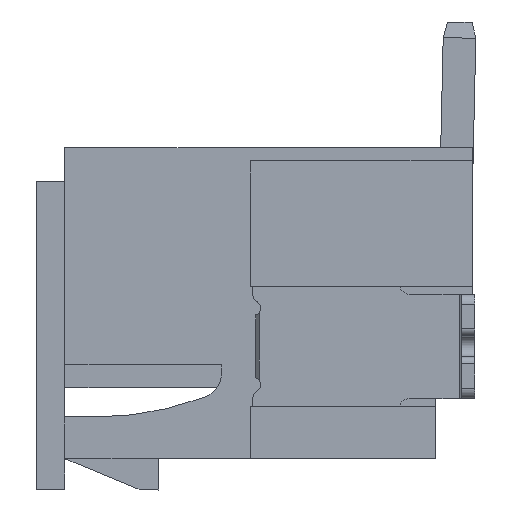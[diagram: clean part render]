
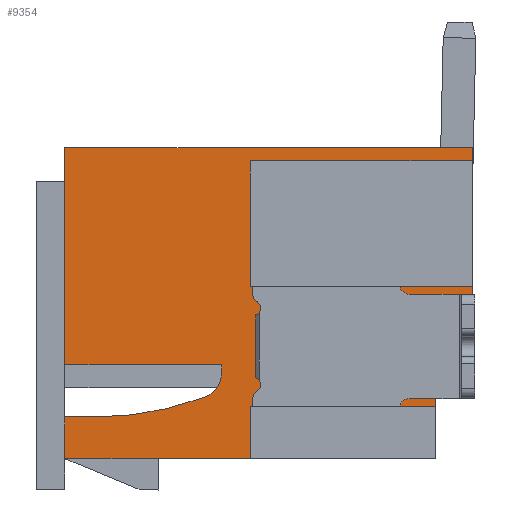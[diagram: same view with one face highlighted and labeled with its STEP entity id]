
A CAD part, left-side view. The second image highlights one B-rep face of the part: STEP entity #9354.
In plain terms, the highlighted planar face has unit normal (-1, 0, 0).
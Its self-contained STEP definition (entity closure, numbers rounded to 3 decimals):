
#1=DIRECTION('',(0.,0.841,-0.541));
#2=VECTOR('',#1,0.832);
#3=CARTESIAN_POINT('',(-28.75,-7.8,2.1));
#4=LINE('',#3,#2);
#5=DIRECTION('',(0.,0.707,-0.707));
#6=VECTOR('',#5,0.212);
#7=CARTESIAN_POINT('',(-28.75,-3.7,0.45));
#8=LINE('',#7,#6);
#9=CARTESIAN_POINT('',(-28.75,-0.6,6.622));
#10=DIRECTION('',(-1.,0.,0.));
#11=DIRECTION('',(0.,0.,-1.));
#12=AXIS2_PLACEMENT_3D('',#9,#10,#11);
#14=DIRECTION('',(0.,-0.94,0.342));
#15=VECTOR('',#14,0.085);
#16=CARTESIAN_POINT('',(-28.75,-2.591,1.151));
#17=LINE('',#16,#15);
#18=CARTESIAN_POINT('',(-28.75,-2.5,1.65));
#19=DIRECTION('',(-1.,0.,0.));
#20=DIRECTION('',(0.,-0.342,-0.94));
#21=AXIS2_PLACEMENT_3D('',#18,#19,#20);
#23=DIRECTION('',(0.,-0.707,-0.707));
#24=VECTOR('',#23,0.212);
#25=CARTESIAN_POINT('',(-28.75,-3.55,4.));
#26=LINE('',#25,#24);
#31=DIRECTION('',(0.,0.,1.));
#32=VECTOR('',#31,1.2);
#33=CARTESIAN_POINT('',(-28.75,-7.8,2.1));
#34=LINE('',#33,#32);
#35=DIRECTION('',(0.,0.,1.));
#36=VECTOR('',#35,0.25);
#37=CARTESIAN_POINT('',(-28.75,-7.8,5.7));
#38=LINE('',#37,#36);
#55=DIRECTION('',(0.,1.,0.));
#56=VECTOR('',#55,1.4);
#57=CARTESIAN_POINT('',(-28.75,-7.8,3.3));
#58=LINE('',#57,#56);
#235=DIRECTION('',(0.,0.,1.));
#236=VECTOR('',#235,0.55);
#237=CARTESIAN_POINT('',(-28.75,-6.4,3.3));
#238=LINE('',#237,#236);
#263=DIRECTION('',(0.,1.,0.));
#264=VECTOR('',#263,2.7);
#265=CARTESIAN_POINT('',(-28.75,-6.4,3.85));
#266=LINE('',#265,#264);
#393=DIRECTION('',(0.,-1.,0.));
#394=VECTOR('',#393,2.7);
#395=CARTESIAN_POINT('',(-28.75,-3.7,0.45));
#396=LINE('',#395,#394);
#421=DIRECTION('',(0.,0.,1.));
#422=VECTOR('',#421,0.55);
#423=CARTESIAN_POINT('',(-28.75,-6.4,0.45));
#424=LINE('',#423,#422);
#449=DIRECTION('',(0.,-1.,0.));
#450=VECTOR('',#449,0.7);
#451=CARTESIAN_POINT('',(-28.75,-6.4,1.));
#452=LINE('',#451,#450);
#675=DIRECTION('',(0.,0.,1.));
#676=VECTOR('',#675,0.65);
#677=CARTESIAN_POINT('',(-28.75,-7.1,1.));
#678=LINE('',#677,#676);
#1533=DIRECTION('',(0.,1.,0.));
#1534=VECTOR('',#1533,7.8);
#1535=CARTESIAN_POINT('',(-28.75,-7.8,5.95));
#1536=LINE('',#1535,#1534);
#1553=DIRECTION('',(0.,0.,-1.));
#1554=VECTOR('',#1553,4.15);
#1555=CARTESIAN_POINT('',(-28.75,0.,5.95));
#1556=LINE('',#1555,#1554);
#2601=DIRECTION('',(0.,1.,0.));
#2602=VECTOR('',#2601,0.6);
#2603=CARTESIAN_POINT('',(-28.75,-0.6,0.8));
#2604=LINE('',#2603,#2602);
#2658=DIRECTION('',(0.,-1.,0.));
#2659=VECTOR('',#2658,3.55);
#2660=CARTESIAN_POINT('',(-28.75,0.,0.));
#2661=LINE('',#2660,#2659);
#2846=DIRECTION('',(0.,0.,-1.));
#2847=VECTOR('',#2846,0.8);
#2848=CARTESIAN_POINT('',(-28.75,0.,0.8));
#2849=LINE('',#2848,#2847);
#2858=DIRECTION('',(0.,0.,1.));
#2859=VECTOR('',#2858,0.3);
#2860=CARTESIAN_POINT('',(-28.75,-3.55,0.));
#2861=LINE('',#2860,#2859);
#3793=DIRECTION('',(0.,-1.,0.));
#3794=VECTOR('',#3793,3.);
#3795=CARTESIAN_POINT('',(-28.75,0.,1.8));
#3796=LINE('',#3795,#3794);
#3797=DIRECTION('',(0.,0.,-1.));
#3798=VECTOR('',#3797,0.15);
#3799=CARTESIAN_POINT('',(-28.75,-3.,1.8));
#3800=LINE('',#3799,#3798);
#7071=DIRECTION('',(0.,0.,1.));
#7072=VECTOR('',#7071,1.7);
#7073=CARTESIAN_POINT('',(-28.75,-3.55,4.));
#7074=LINE('',#7073,#7072);
#7103=DIRECTION('',(0.,-1.,0.));
#7104=VECTOR('',#7103,4.25);
#7105=CARTESIAN_POINT('',(-28.75,-3.55,5.7));
#7106=LINE('',#7105,#7104);
#7119=CARTESIAN_POINT('',(-28.75,-7.8,2.1));
#7120=CARTESIAN_POINT('',(-28.75,-7.1,1.65));
#7121=VERTEX_POINT('',#7119);
#7122=VERTEX_POINT('',#7120);
#7123=CARTESIAN_POINT('',(-28.75,-7.1,1.));
#7124=VERTEX_POINT('',#7123);
#7125=CARTESIAN_POINT('',(-28.75,-6.4,1.));
#7126=VERTEX_POINT('',#7125);
#7127=CARTESIAN_POINT('',(-28.75,-3.7,0.45));
#7128=CARTESIAN_POINT('',(-28.75,-6.4,0.45));
#7129=VERTEX_POINT('',#7127);
#7130=VERTEX_POINT('',#7128);
#7131=CARTESIAN_POINT('',(-28.75,-3.55,0.));
#7132=CARTESIAN_POINT('',(-28.75,-3.55,0.3));
#7133=VERTEX_POINT('',#7131);
#7134=VERTEX_POINT('',#7132);
#7135=CARTESIAN_POINT('',(-28.75,0.,0.));
#7136=VERTEX_POINT('',#7135);
#7137=CARTESIAN_POINT('',(-28.75,0.,0.8));
#7138=VERTEX_POINT('',#7137);
#7139=CARTESIAN_POINT('',(-28.75,-0.6,0.8));
#7140=VERTEX_POINT('',#7139);
#7141=CARTESIAN_POINT('',(-28.75,-2.591,1.151));
#7142=VERTEX_POINT('',#7141);
#7143=CARTESIAN_POINT('',(-28.75,-2.671,1.18));
#7144=VERTEX_POINT('',#7143);
#7145=CARTESIAN_POINT('',(-28.75,-3.,1.65));
#7146=VERTEX_POINT('',#7145);
#7147=CARTESIAN_POINT('',(-28.75,-3.,1.8));
#7148=VERTEX_POINT('',#7147);
#7149=CARTESIAN_POINT('',(-28.75,0.,1.8));
#7150=VERTEX_POINT('',#7149);
#7151=CARTESIAN_POINT('',(-28.75,0.,5.95));
#7152=VERTEX_POINT('',#7151);
#7153=CARTESIAN_POINT('',(-28.75,-7.8,5.95));
#7154=VERTEX_POINT('',#7153);
#7155=CARTESIAN_POINT('',(-28.75,-3.55,5.7));
#7156=CARTESIAN_POINT('',(-28.75,-7.8,5.7));
#7157=VERTEX_POINT('',#7155);
#7158=VERTEX_POINT('',#7156);
#7159=CARTESIAN_POINT('',(-28.75,-3.55,4.));
#7160=VERTEX_POINT('',#7159);
#7161=CARTESIAN_POINT('',(-28.75,-7.8,3.3));
#7162=VERTEX_POINT('',#7161);
#8093=CARTESIAN_POINT('',(-28.75,-6.4,3.3));
#8094=VERTEX_POINT('',#8093);
#8109=CARTESIAN_POINT('',(-28.75,-6.4,3.85));
#8110=VERTEX_POINT('',#8109);
#8115=CARTESIAN_POINT('',(-28.75,-3.7,3.85));
#8116=VERTEX_POINT('',#8115);
#9297=CARTESIAN_POINT('',(-28.75,-3.9,2.975));
#9298=DIRECTION('',(1.,0.,0.));
#9299=DIRECTION('',(0.,0.,1.));
#9300=AXIS2_PLACEMENT_3D('',#9297,#9298,#9299);
#9301=PLANE('',#9300);
#9303=ORIENTED_EDGE('',*,*,#9302,.T.);
#9305=ORIENTED_EDGE('',*,*,#9304,.F.);
#9307=ORIENTED_EDGE('',*,*,#9306,.F.);
#9309=ORIENTED_EDGE('',*,*,#9308,.F.);
#9311=ORIENTED_EDGE('',*,*,#9310,.F.);
#9313=ORIENTED_EDGE('',*,*,#9312,.T.);
#9315=ORIENTED_EDGE('',*,*,#9314,.F.);
#9317=ORIENTED_EDGE('',*,*,#9316,.F.);
#9319=ORIENTED_EDGE('',*,*,#9318,.F.);
#9321=ORIENTED_EDGE('',*,*,#9320,.F.);
#9323=ORIENTED_EDGE('',*,*,#9322,.T.);
#9325=ORIENTED_EDGE('',*,*,#9324,.T.);
#9327=ORIENTED_EDGE('',*,*,#9326,.T.);
#9329=ORIENTED_EDGE('',*,*,#9328,.F.);
#9331=ORIENTED_EDGE('',*,*,#9330,.F.);
#9333=ORIENTED_EDGE('',*,*,#9332,.F.);
#9335=ORIENTED_EDGE('',*,*,#9334,.F.);
#9337=ORIENTED_EDGE('',*,*,#9336,.F.);
#9339=ORIENTED_EDGE('',*,*,#9338,.F.);
#9341=ORIENTED_EDGE('',*,*,#9340,.F.);
#9343=ORIENTED_EDGE('',*,*,#9342,.T.);
#9345=ORIENTED_EDGE('',*,*,#9344,.F.);
#9347=ORIENTED_EDGE('',*,*,#9346,.F.);
#9349=ORIENTED_EDGE('',*,*,#9348,.F.);
#9351=ORIENTED_EDGE('',*,*,#9350,.F.);
#9352=EDGE_LOOP('',(#9303,#9305,#9307,#9309,#9311,#9313,#9315,#9317,#9319,#9321,
#9323,#9325,#9327,#9329,#9331,#9333,#9335,#9337,#9339,#9341,#9343,#9345,#9347,
#9349,#9351));
#9353=FACE_OUTER_BOUND('',#9352,.F.);
#13=CIRCLE('',#12,5.822);
#22=CIRCLE('',#21,0.5);
#9302=EDGE_CURVE('',#7121,#7122,#4,.T.);
#9304=EDGE_CURVE('',#7124,#7122,#678,.T.);
#9306=EDGE_CURVE('',#7126,#7124,#452,.T.);
#9308=EDGE_CURVE('',#7130,#7126,#424,.T.);
#9310=EDGE_CURVE('',#7129,#7130,#396,.T.);
#9312=EDGE_CURVE('',#7129,#7134,#8,.T.);
#9314=EDGE_CURVE('',#7133,#7134,#2861,.T.);
#9316=EDGE_CURVE('',#7136,#7133,#2661,.T.);
#9318=EDGE_CURVE('',#7138,#7136,#2849,.T.);
#9320=EDGE_CURVE('',#7140,#7138,#2604,.T.);
#9322=EDGE_CURVE('',#7140,#7142,#13,.T.);
#9324=EDGE_CURVE('',#7142,#7144,#17,.T.);
#9326=EDGE_CURVE('',#7144,#7146,#22,.T.);
#9328=EDGE_CURVE('',#7148,#7146,#3800,.T.);
#9330=EDGE_CURVE('',#7150,#7148,#3796,.T.);
#9332=EDGE_CURVE('',#7152,#7150,#1556,.T.);
#9334=EDGE_CURVE('',#7154,#7152,#1536,.T.);
#9336=EDGE_CURVE('',#7158,#7154,#38,.T.);
#9338=EDGE_CURVE('',#7157,#7158,#7106,.T.);
#9340=EDGE_CURVE('',#7160,#7157,#7074,.T.);
#9342=EDGE_CURVE('',#7160,#8116,#26,.T.);
#9344=EDGE_CURVE('',#8110,#8116,#266,.T.);
#9346=EDGE_CURVE('',#8094,#8110,#238,.T.);
#9348=EDGE_CURVE('',#7162,#8094,#58,.T.);
#9350=EDGE_CURVE('',#7121,#7162,#34,.T.);
#9354=ADVANCED_FACE('',(#9353),#9301,.F.);
